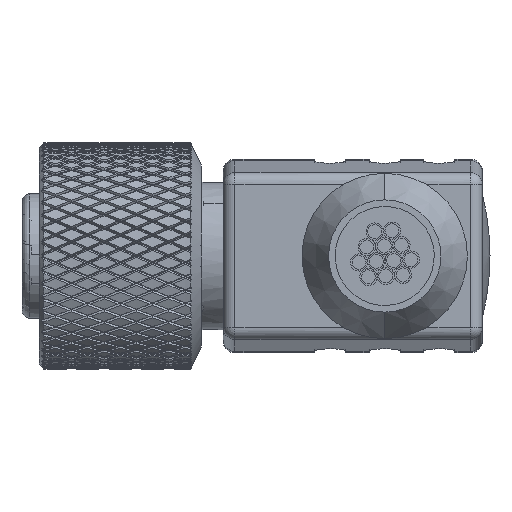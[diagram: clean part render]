
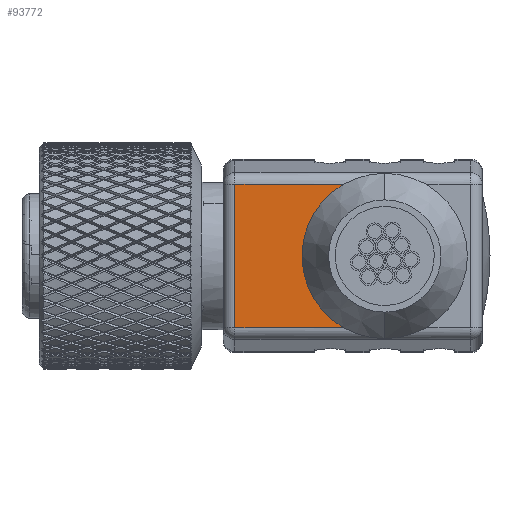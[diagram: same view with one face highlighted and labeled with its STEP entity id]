
A CAD part, front view. The second image highlights one B-rep face of the part: STEP entity #93772.
In plain terms, the highlighted planar face has unit normal (0, -1, 0).
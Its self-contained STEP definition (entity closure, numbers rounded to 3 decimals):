
#22589=DIRECTION('',(0.,0.,1.));
#22590=VECTOR('',#22589,9.228);
#22591=CARTESIAN_POINT('',(-9.6,-6.2,-4.614));
#22592=LINE('',#22591,#22590);
#22608=DIRECTION('',(-1.,0.,0.));
#22609=VECTOR('',#22608,7.095);
#22610=CARTESIAN_POINT('',(-2.505,-6.2,-4.614));
#22611=LINE('',#22610,#22609);
#22634=CARTESIAN_POINT('',(0.,-6.2,0.));
#22635=DIRECTION('',(0.,1.,0.));
#22636=DIRECTION('',(-0.477,0.,-0.879));
#22637=AXIS2_PLACEMENT_3D('',#22634,#22635,#22636);
#22661=DIRECTION('',(1.,0.,0.));
#22662=VECTOR('',#22661,7.095);
#22663=CARTESIAN_POINT('',(-9.6,-6.2,4.614));
#22664=LINE('',#22663,#22662);
#45873=CARTESIAN_POINT('',(-2.505,-6.2,-4.614));
#45874=CARTESIAN_POINT('',(-2.505,-6.2,4.614));
#45875=VERTEX_POINT('',#45873);
#45876=VERTEX_POINT('',#45874);
#45877=CARTESIAN_POINT('',(-9.6,-6.2,4.614));
#45878=VERTEX_POINT('',#45877);
#45886=CARTESIAN_POINT('',(-9.6,-6.2,-4.614));
#45887=VERTEX_POINT('',#45886);
#93759=CARTESIAN_POINT('',(-10.35,-6.2,5.249));
#93760=DIRECTION('',(0.,-1.,0.));
#93761=DIRECTION('',(0.,0.,-1.));
#93762=AXIS2_PLACEMENT_3D('',#93759,#93760,#93761);
#93763=PLANE('',#93762);
#93765=ORIENTED_EDGE('',*,*,#93764,.T.);
#93767=ORIENTED_EDGE('',*,*,#93766,.F.);
#93768=ORIENTED_EDGE('',*,*,#93743,.T.);
#93769=ORIENTED_EDGE('',*,*,#93720,.T.);
#93770=EDGE_LOOP('',(#93765,#93767,#93768,#93769));
#93771=FACE_OUTER_BOUND('',#93770,.F.);
#93772=ADVANCED_FACE('',(#93771),#93763,.T.);
#22638=CIRCLE('',#22637,5.25);
#93720=EDGE_CURVE('',#45887,#45878,#22592,.T.);
#93743=EDGE_CURVE('',#45875,#45887,#22611,.T.);
#93764=EDGE_CURVE('',#45878,#45876,#22664,.T.);
#93766=EDGE_CURVE('',#45875,#45876,#22638,.T.);
